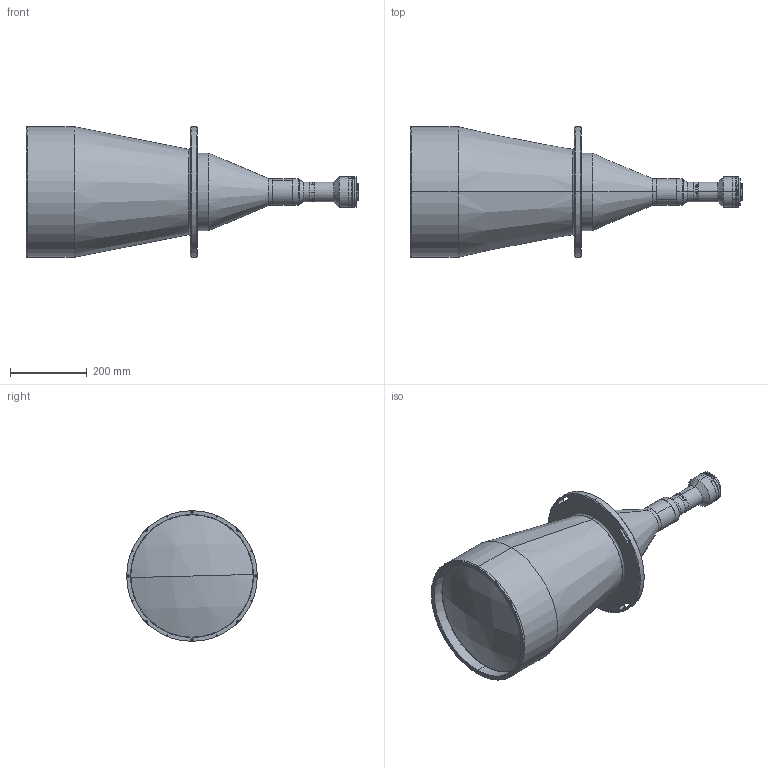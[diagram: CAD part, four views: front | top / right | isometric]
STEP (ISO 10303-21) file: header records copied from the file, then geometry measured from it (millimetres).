
FILE_DESCRIPTION (( 'STEP AP203' ), '1' );
FILE_NAME ('XF-PTL31038-F.STEP', '2019-07-20T08:12:54', ( 'puyufan' ), ( '' ), 'SwSTEP 2.0', 'SolidWorks 2014', '' );
FILE_SCHEMA (( 'CONFIG_CONTROL_DESIGN' ));
Length unit declared in the file: millimetre
Products named in the file (1): XF-PTL31038-F
Bounding box: 864.27 x 340 x 340 mm (x, y, z)
Surface area: 852322.3 mm2 (no closed solid volume)
Topology: 0 solids, 45 shells, 274 faces, 1293 edges, 1050 vertices
Faces by surface type: cylinder 140, plane 76, torus 28, cone 26, sphere 4
Entity records: 17387 total; most frequent: CARTESIAN_POINT 6932, DIRECTION 2213, ORIENTED_EDGE 1796, EDGE_CURVE 1291, VERTEX_POINT 1050, AXIS2_PLACEMENT_3D 859, CIRCLE 584, VECTOR 495
